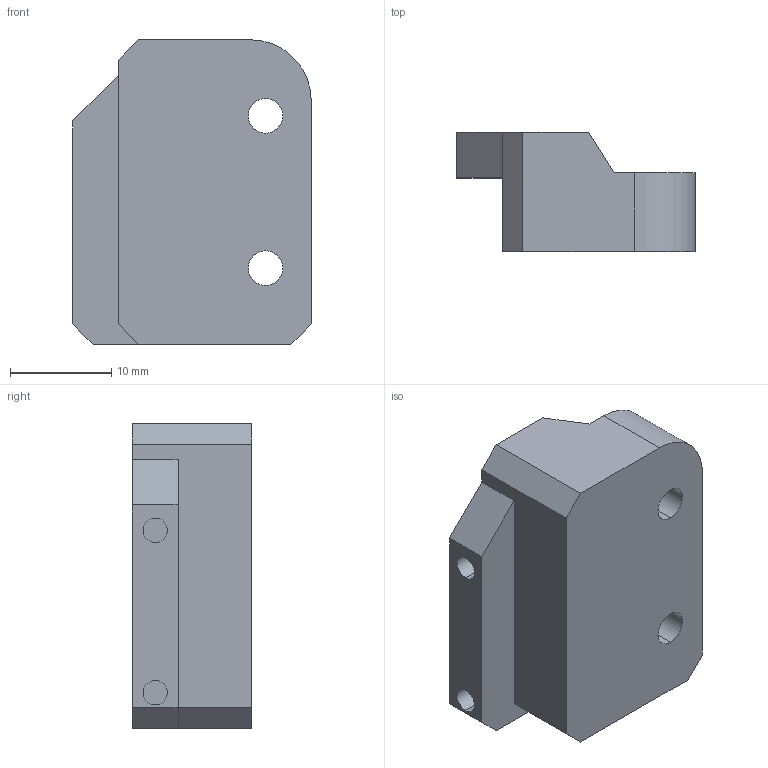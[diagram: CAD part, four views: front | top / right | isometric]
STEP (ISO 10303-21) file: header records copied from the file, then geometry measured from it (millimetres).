
FILE_DESCRIPTION (( 'STEP AP203' ), '1' );
FILE_NAME ('X轴皮带连接块.STEP', '2023-01-06T08:27:51', ( '个人用户' ), ( '微软中国' ), 'SwSTEP 2.0', 'SolidWorks 2019', '' );
FILE_SCHEMA (( 'CONFIG_CONTROL_DESIGN' ));
Length unit declared in the file: millimetre
Products named in the file (1): X粣々湍蟀諉輸
Bounding box: 23.5 x 11.75 x 30 mm (x, y, z)
Volume: 5514.4 mm3; surface area: 2732.8 mm2
Topology: 1 solids, 1 shells, 55 faces, 144 edges, 96 vertices
Faces by surface type: plane 42, cylinder 13
Entity records: 1777 total; most frequent: CARTESIAN_POINT 296, ORIENTED_EDGE 288, DIRECTION 282, EDGE_CURVE 144, LINE 118, VECTOR 118, VERTEX_POINT 96, AXIS2_PLACEMENT_3D 82
